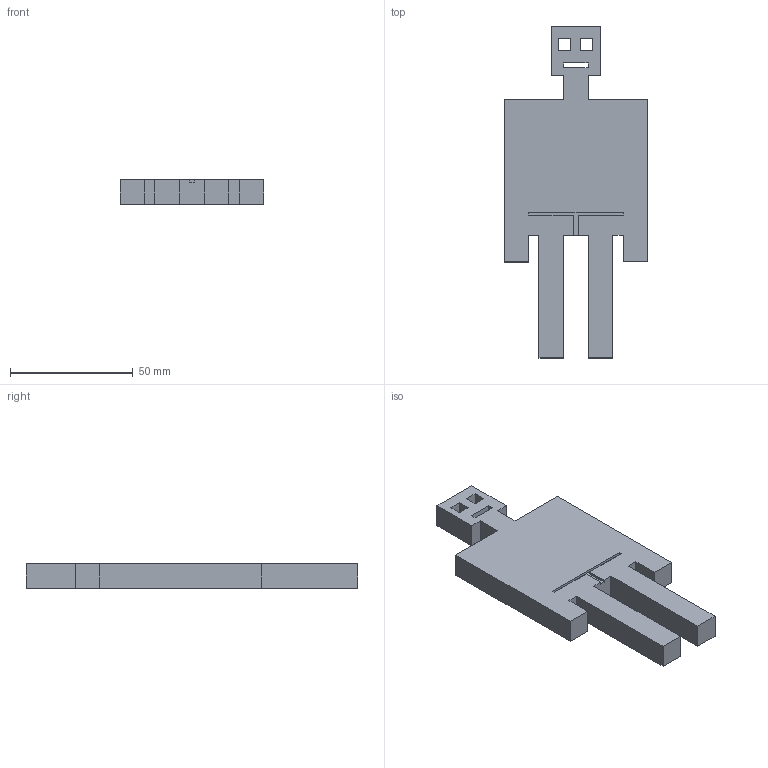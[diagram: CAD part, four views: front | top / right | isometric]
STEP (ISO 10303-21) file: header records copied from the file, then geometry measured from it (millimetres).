
FILE_DESCRIPTION(('FreeCAD Model'),'2;1');
FILE_NAME('Open CASCADE Shape Model','2024-10-24T14:04:38',('Author'),( ''),'Open CASCADE STEP processor 7.7','Ondsel','Unknown');
FILE_SCHEMA(('AUTOMOTIVE_DESIGN { 1 0 10303 214 1 1 1 1 }'));
Length unit declared in the file: millimetre
Products named in the file (1): Körper
Bounding box: 58.63 x 135.32 x 10 mm (x, y, z)
Volume: 48844 mm3; surface area: 16023.6 mm2
Topology: 1 solids, 1 shells, 46 faces, 132 edges, 88 vertices
Faces by surface type: plane 46
Entity records: 1510 total; most frequent: CARTESIAN_POINT 267, ORIENTED_EDGE 264, DIRECTION 226, EDGE_CURVE 132, LINE 132, VECTOR 132, VERTEX_POINT 88, FACE_BOUND 52
